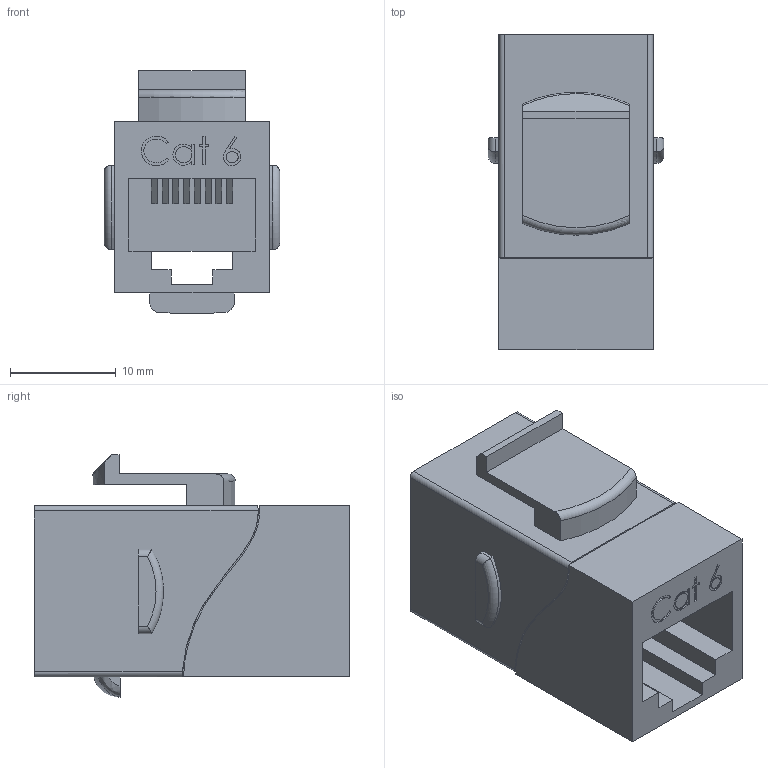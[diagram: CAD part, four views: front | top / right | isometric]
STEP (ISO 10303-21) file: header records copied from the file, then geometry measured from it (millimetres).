
FILE_DESCRIPTION (( 'STEP AP203' ), '1' );
FILE_NAME ('TDG1026KC6 .STEP', '2021-04-28T01:26:55', ( '' ), ( '' ), 'SwSTEP 2.0', 'SolidWorks 2020', '' );
FILE_SCHEMA (( 'CONFIG_CONTROL_DESIGN' ));
Length unit declared in the file: millimetre
Products named in the file (1): TDG1026KC6 
Bounding box: 16.63 x 29.8 x 22.9 mm (x, y, z)
Volume: 5160.4 mm3; surface area: 3940.8 mm2
Topology: 1 solids, 1 shells, 258 faces, 712 edges, 472 vertices
Faces by surface type: plane 182, bspline 60, cylinder 12, torus 4
Entity records: 11366 total; most frequent: CARTESIAN_POINT 5079, ORIENTED_EDGE 1424, DIRECTION 993, EDGE_CURVE 712, VECTOR 545, LINE 545, VERTEX_POINT 472, EDGE_LOOP 308
